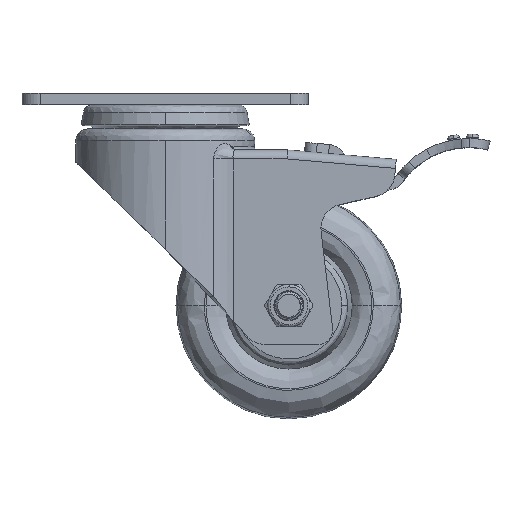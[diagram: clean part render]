
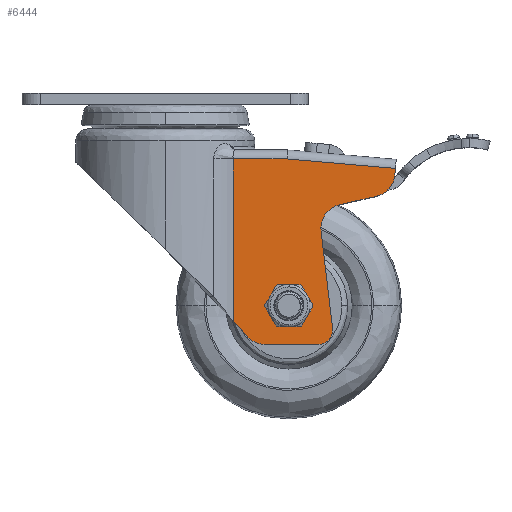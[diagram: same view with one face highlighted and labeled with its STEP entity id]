
A CAD part, top view. The second image highlights one B-rep face of the part: STEP entity #6444.
In plain terms, the highlighted planar face has unit normal (0, 0, 1).
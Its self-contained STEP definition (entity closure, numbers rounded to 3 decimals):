
#177 = DIRECTION ( 'NONE',  ( 0.685, -0.729, 0. ) ) ;
#374 = DIRECTION ( 'NONE',  ( 1., 0., 0. ) ) ;
#660 = CARTESIAN_POINT ( 'NONE',  ( 22.58, -75.723, 23. ) ) ;
#925 = VECTOR ( 'NONE', #177, 1000. ) ;
#1280 = VERTEX_POINT ( 'NONE', #9384 ) ;
#1299 = EDGE_CURVE ( 'NONE', #8372, #19012, #2477, .T. ) ;
#1380 = ORIENTED_EDGE ( 'NONE', *, *, #2663, .T. ) ;
#1656 = CARTESIAN_POINT ( 'NONE',  ( 22.58, -75.723, 23. ) ) ;
#2009 = DIRECTION ( 'NONE',  ( 0., 0., 1. ) ) ;
#2477 = CIRCLE ( 'NONE', #13316, 5. ) ;
#2663 = EDGE_CURVE ( 'NONE', #19012, #11132, #18620, .T. ) ;
#2859 = VECTOR ( 'NONE', #15948, 1000. ) ;
#3174 = AXIS2_PLACEMENT_3D ( 'NONE', #9559, #9753, #18609 ) ;
#3215 = CARTESIAN_POINT ( 'NONE',  ( 33.22, -75.363, 23. ) ) ;
#3636 = PLANE ( 'NONE',  #3711 ) ;
#3707 = ORIENTED_EDGE ( 'NONE', *, *, #10577, .T. ) ;
#3711 = AXIS2_PLACEMENT_3D ( 'NONE', #6760, #2009, #14210 ) ;
#3896 = CARTESIAN_POINT ( 'NONE',  ( 41., -70.5, 23. ) ) ;
#4194 = VERTEX_POINT ( 'NONE', #13440 ) ;
#4272 = CARTESIAN_POINT ( 'NONE',  ( 51.674, -45.726, 23. ) ) ;
#4471 = CIRCLE ( 'NONE', #9562, 5. ) ;
#4494 = DIRECTION ( 'NONE',  ( 0., 0., -1. ) ) ;
#4598 = ORIENTED_EDGE ( 'NONE', *, *, #5816, .T. ) ;
#4624 = VERTEX_POINT ( 'NONE', #14743 ) ;
#4794 = CARTESIAN_POINT ( 'NONE',  ( 76.144, -27.087, 23. ) ) ;
#4841 = LINE ( 'NONE', #10052, #9301 ) ;
#4865 = DIRECTION ( 'NONE',  ( 1., 0., 0. ) ) ;
#5171 = CIRCLE ( 'NONE', #17669, 5. ) ;
#5233 = CARTESIAN_POINT ( 'NONE',  ( 244.584, -21.8, 23. ) ) ;
#5277 = DIRECTION ( 'NONE',  ( -0.118, 0.993, 0. ) ) ;
#5577 = CARTESIAN_POINT ( 'NONE',  ( 46., -70.5, 23. ) ) ;
#5586 = EDGE_LOOP ( 'NONE', ( #7035, #17182, #8201, #19404, #11808, #1380, #9830, #16326, #10464, #8951, #4598, #7898, #5830 ) ) ;
#5611 = CARTESIAN_POINT ( 'NONE',  ( 36., -70.5, 23. ) ) ;
#5816 = EDGE_CURVE ( 'NONE', #6973, #17016, #16929, .T. ) ;
#5830 = ORIENTED_EDGE ( 'NONE', *, *, #12860, .F. ) ;
#5981 = CARTESIAN_POINT ( 'NONE',  ( 0., -83.363, 23. ) ) ;
#6444 = ADVANCED_FACE ( 'NONE', ( #12184, #19303 ), #3636, .T. ) ;
#6760 = CARTESIAN_POINT ( 'NONE',  ( 0., 0., 23. ) ) ;
#6973 = VERTEX_POINT ( 'NONE', #8738 ) ;
#7035 = ORIENTED_EDGE ( 'NONE', *, *, #15759, .T. ) ;
#7644 = LINE ( 'NONE', #8805, #8365 ) ;
#7807 = DIRECTION ( 'NONE',  ( 1., 0., 0. ) ) ;
#7869 = CARTESIAN_POINT ( 'NONE',  ( 41., -70.5, 23. ) ) ;
#7898 = ORIENTED_EDGE ( 'NONE', *, *, #19276, .T. ) ;
#8201 = ORIENTED_EDGE ( 'NONE', *, *, #17969, .T. ) ;
#8365 = VECTOR ( 'NONE', #10364, 1000. ) ;
#8372 = VERTEX_POINT ( 'NONE', #15126 ) ;
#8738 = CARTESIAN_POINT ( 'NONE',  ( 76.144, -27.087, 23. ) ) ;
#8805 = CARTESIAN_POINT ( 'NONE',  ( 22.58, 147.832, 23. ) ) ;
#8812 = DIRECTION ( 'NONE',  ( -0.996, 0.087, 0. ) ) ;
#8861 = VECTOR ( 'NONE', #13663, 1000. ) ;
#8907 = CARTESIAN_POINT ( 'NONE',  ( 40.469, -21.8, 23. ) ) ;
#8951 = ORIENTED_EDGE ( 'NONE', *, *, #14467, .T. ) ;
#9181 = VERTEX_POINT ( 'NONE', #660 ) ;
#9203 = DIRECTION ( 'NONE',  ( 0.087, 0.996, 0. ) ) ;
#9301 = VECTOR ( 'NONE', #8812, 1000. ) ;
#9384 = CARTESIAN_POINT ( 'NONE',  ( 22.58, -21.8, 23. ) ) ;
#9559 = CARTESIAN_POINT ( 'NONE',  ( 50.503, -78.363, 23. ) ) ;
#9562 = AXIS2_PLACEMENT_3D ( 'NONE', #7869, #12544, #7807 ) ;
#9645 = VERTEX_POINT ( 'NONE', #19335 ) ;
#9723 = VERTEX_POINT ( 'NONE', #5611 ) ;
#9753 = DIRECTION ( 'NONE',  ( 0., 0., 1. ) ) ;
#9830 = ORIENTED_EDGE ( 'NONE', *, *, #16843, .T. ) ;
#9874 = LINE ( 'NONE', #1656, #925 ) ;
#9983 = EDGE_CURVE ( 'NONE', #9181, #9645, #9874, .T. ) ;
#10052 = CARTESIAN_POINT ( 'NONE',  ( 76.332, -24.938, 23. ) ) ;
#10364 = DIRECTION ( 'NONE',  ( 0., -1., 0. ) ) ;
#10464 = ORIENTED_EDGE ( 'NONE', *, *, #11210, .T. ) ;
#10577 = EDGE_CURVE ( 'NONE', #9723, #15671, #4471, .T. ) ;
#10912 = LINE ( 'NONE', #18878, #18751 ) ;
#11132 = VERTEX_POINT ( 'NONE', #17659 ) ;
#11148 = CIRCLE ( 'NONE', #14734, 8. ) ;
#11210 = EDGE_CURVE ( 'NONE', #4624, #4194, #19159, .T. ) ;
#11258 = VECTOR ( 'NONE', #9203, 1000. ) ;
#11340 = CIRCLE ( 'NONE', #12838, 8. ) ;
#11808 = ORIENTED_EDGE ( 'NONE', *, *, #1299, .T. ) ;
#12057 = AXIS2_PLACEMENT_3D ( 'NONE', #3215, #16910, #4865 ) ;
#12184 = FACE_BOUND ( 'NONE', #18653, .T. ) ;
#12252 = LINE ( 'NONE', #5233, #2859 ) ;
#12544 = DIRECTION ( 'NONE',  ( 0., 0., -1. ) ) ;
#12838 = AXIS2_PLACEMENT_3D ( 'NONE', #17945, #4494, #17886 ) ;
#12860 = EDGE_CURVE ( 'NONE', #1280, #14083, #12252, .T. ) ;
#13013 = DIRECTION ( 'NONE',  ( 0.974, 0.225, 0. ) ) ;
#13083 = DIRECTION ( 'NONE',  ( 0., 0., 1. ) ) ;
#13175 = ORIENTED_EDGE ( 'NONE', *, *, #18867, .T. ) ;
#13316 = AXIS2_PLACEMENT_3D ( 'NONE', #15376, #17104, #374 ) ;
#13438 = VERTEX_POINT ( 'NONE', #4272 ) ;
#13440 = CARTESIAN_POINT ( 'NONE',  ( 69.974, -34.184, 23. ) ) ;
#13663 = DIRECTION ( 'NONE',  ( 1., 0., 0. ) ) ;
#14083 = VERTEX_POINT ( 'NONE', #8907 ) ;
#14210 = DIRECTION ( 'NONE',  ( 1., 0., 0. ) ) ;
#14263 = CARTESIAN_POINT ( 'NONE',  ( 55.503, -78.363, 23. ) ) ;
#14291 = DIRECTION ( 'NONE',  ( 0., 0., -1. ) ) ;
#14467 = EDGE_CURVE ( 'NONE', #4194, #6973, #11148, .T. ) ;
#14734 = AXIS2_PLACEMENT_3D ( 'NONE', #17607, #13083, #19128 ) ;
#14743 = CARTESIAN_POINT ( 'NONE',  ( 57.819, -36.99, 23. ) ) ;
#15052 = CARTESIAN_POINT ( 'NONE',  ( 76.332, -24.938, 23. ) ) ;
#15126 = CARTESIAN_POINT ( 'NONE',  ( 50.503, -83.363, 23. ) ) ;
#15376 = CARTESIAN_POINT ( 'NONE',  ( 50.503, -78.363, 23. ) ) ;
#15458 = EDGE_CURVE ( 'NONE', #18442, #8372, #16874, .T. ) ;
#15671 = VERTEX_POINT ( 'NONE', #5577 ) ;
#15741 = DIRECTION ( 'NONE',  ( 1., 0., 0. ) ) ;
#15759 = EDGE_CURVE ( 'NONE', #1280, #9181, #7644, .T. ) ;
#15948 = DIRECTION ( 'NONE',  ( 1., 0., 0. ) ) ;
#16117 = CARTESIAN_POINT ( 'NONE',  ( 57.819, -36.99, 23. ) ) ;
#16326 = ORIENTED_EDGE ( 'NONE', *, *, #18429, .T. ) ;
#16540 = CARTESIAN_POINT ( 'NONE',  ( 33.22, -83.363, 23. ) ) ;
#16843 = EDGE_CURVE ( 'NONE', #11132, #13438, #10912, .T. ) ;
#16874 = LINE ( 'NONE', #5981, #8861 ) ;
#16910 = DIRECTION ( 'NONE',  ( 0., 0., 1. ) ) ;
#16929 = LINE ( 'NONE', #4794, #11258 ) ;
#17011 = CIRCLE ( 'NONE', #12057, 8. ) ;
#17016 = VERTEX_POINT ( 'NONE', #15052 ) ;
#17104 = DIRECTION ( 'NONE',  ( 0., 0., 1. ) ) ;
#17182 = ORIENTED_EDGE ( 'NONE', *, *, #9983, .T. ) ;
#17607 = CARTESIAN_POINT ( 'NONE',  ( 68.174, -26.389, 23. ) ) ;
#17659 = CARTESIAN_POINT ( 'NONE',  ( 55.468, -77.776, 23. ) ) ;
#17669 = AXIS2_PLACEMENT_3D ( 'NONE', #3896, #14291, #15741 ) ;
#17886 = DIRECTION ( 'NONE',  ( 1., 0., 0. ) ) ;
#17945 = CARTESIAN_POINT ( 'NONE',  ( 59.619, -44.785, 23. ) ) ;
#17969 = EDGE_CURVE ( 'NONE', #9645, #18442, #17011, .T. ) ;
#18206 = VECTOR ( 'NONE', #13013, 1000. ) ;
#18429 = EDGE_CURVE ( 'NONE', #13438, #4624, #11340, .T. ) ;
#18442 = VERTEX_POINT ( 'NONE', #16540 ) ;
#18609 = DIRECTION ( 'NONE',  ( 1., 0., 0. ) ) ;
#18620 = CIRCLE ( 'NONE', #3174, 5. ) ;
#18653 = EDGE_LOOP ( 'NONE', ( #13175, #3707 ) ) ;
#18751 = VECTOR ( 'NONE', #5277, 1000. ) ;
#18867 = EDGE_CURVE ( 'NONE', #15671, #9723, #5171, .T. ) ;
#18878 = CARTESIAN_POINT ( 'NONE',  ( 55.468, -77.776, 23. ) ) ;
#19012 = VERTEX_POINT ( 'NONE', #14263 ) ;
#19128 = DIRECTION ( 'NONE',  ( 1., 0., 0. ) ) ;
#19159 = LINE ( 'NONE', #16117, #18206 ) ;
#19276 = EDGE_CURVE ( 'NONE', #17016, #14083, #4841, .T. ) ;
#19303 = FACE_OUTER_BOUND ( 'NONE', #5586, .T. ) ;
#19335 = CARTESIAN_POINT ( 'NONE',  ( 27.39, -80.842, 23. ) ) ;
#19404 = ORIENTED_EDGE ( 'NONE', *, *, #15458, .T. ) ;
